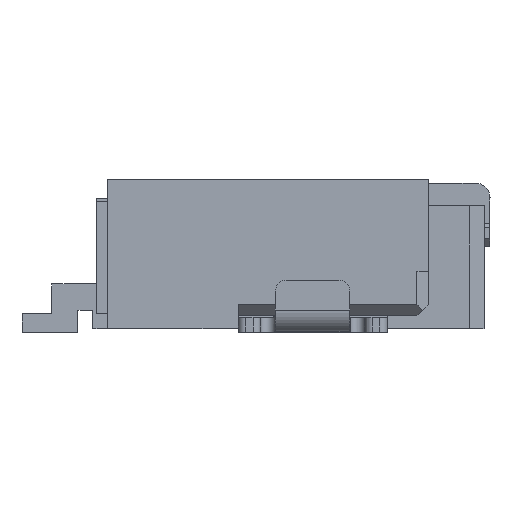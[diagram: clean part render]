
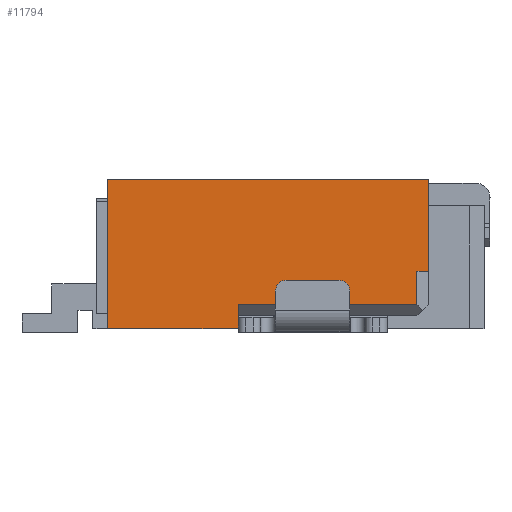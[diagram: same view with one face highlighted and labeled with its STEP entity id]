
A CAD part, left-side view. The second image highlights one B-rep face of the part: STEP entity #11794.
In plain terms, the highlighted planar face has unit normal (-1, 0, 0).
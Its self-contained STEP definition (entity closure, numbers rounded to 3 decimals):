
#150 = CARTESIAN_POINT ( 'NONE',  ( -2.4, -2.3, 0.368 ) ) ;
#635 = CARTESIAN_POINT ( 'NONE',  ( -2.4, -2.3, 0.368 ) ) ;
#1394 = CARTESIAN_POINT ( 'NONE',  ( -2.4, -0.55, 0.048 ) ) ;
#1399 = LINE ( 'NONE', #11046, #23389 ) ;
#1917 = EDGE_CURVE ( 'NONE', #12485, #16631, #25075, .T. ) ;
#2107 = DIRECTION ( 'NONE',  ( 0., 0., -1. ) ) ;
#2259 = CARTESIAN_POINT ( 'NONE',  ( -2.4, -4.85, 2.048 ) ) ;
#2435 = VERTEX_POINT ( 'NONE', #14346 ) ;
#2455 = DIRECTION ( 'NONE',  ( 0., 1., 0. ) ) ;
#2604 = ORIENTED_EDGE ( 'NONE', *, *, #12805, .T. ) ;
#2670 = LINE ( 'NONE', #5103, #3075 ) ;
#2857 = VERTEX_POINT ( 'NONE', #10677 ) ;
#3075 = VECTOR ( 'NONE', #17305, 1000. ) ;
#3084 = DIRECTION ( 'NONE',  ( 0., -1., 0. ) ) ;
#4370 = VECTOR ( 'NONE', #18135, 1000. ) ;
#5103 = CARTESIAN_POINT ( 'NONE',  ( -2.4, -4.7, 0.818 ) ) ;
#5619 = EDGE_CURVE ( 'NONE', #6522, #18517, #13490, .T. ) ;
#6071 = VERTEX_POINT ( 'NONE', #6427 ) ;
#6349 = ORIENTED_EDGE ( 'NONE', *, *, #14866, .F. ) ;
#6427 = CARTESIAN_POINT ( 'NONE',  ( -2.4, -2.603, -0.002 ) ) ;
#6522 = VERTEX_POINT ( 'NONE', #19673 ) ;
#6646 = CARTESIAN_POINT ( 'NONE',  ( -2.4, -2.603, -0.002 ) ) ;
#6748 = VERTEX_POINT ( 'NONE', #11825 ) ;
#6804 = LINE ( 'NONE', #6646, #8940 ) ;
#6950 = ORIENTED_EDGE ( 'NONE', *, *, #1917, .F. ) ;
#7012 = EDGE_CURVE ( 'NONE', #18517, #16631, #2670, .T. ) ;
#7525 = ORIENTED_EDGE ( 'NONE', *, *, #31547, .F. ) ;
#7759 = VECTOR ( 'NONE', #28206, 1000. ) ;
#7892 = VECTOR ( 'NONE', #8620, 1000. ) ;
#8092 = LINE ( 'NONE', #17981, #4370 ) ;
#8469 = ORIENTED_EDGE ( 'NONE', *, *, #22682, .T. ) ;
#8610 = CARTESIAN_POINT ( 'NONE',  ( -2.4, -4.85, 0.818 ) ) ;
#8620 = DIRECTION ( 'NONE',  ( 0., -1., 0. ) ) ;
#8769 = VECTOR ( 'NONE', #22130, 1000. ) ;
#8813 = CARTESIAN_POINT ( 'NONE',  ( -2.4, -0.55, 2.048 ) ) ;
#8940 = VECTOR ( 'NONE', #18981, 1000. ) ;
#9090 = DIRECTION ( 'NONE',  ( 0., 0., 1. ) ) ;
#9302 = AXIS2_PLACEMENT_3D ( 'NONE', #635, #15139, #3084 ) ;
#10361 = VERTEX_POINT ( 'NONE', #31452 ) ;
#10677 = CARTESIAN_POINT ( 'NONE',  ( -2.4, -2.3, 0.198 ) ) ;
#11046 = CARTESIAN_POINT ( 'NONE',  ( -2.4, -2.3, 0.368 ) ) ;
#11794 = ADVANCED_FACE ( 'NONE', ( #30191 ), #27724, .T. ) ;
#11825 = CARTESIAN_POINT ( 'NONE',  ( -2.4, -0.55, 0.048 ) ) ;
#12485 = VERTEX_POINT ( 'NONE', #23306 ) ;
#12805 = EDGE_CURVE ( 'NONE', #6071, #10361, #6804, .T. ) ;
#12843 = EDGE_CURVE ( 'NONE', #6748, #29802, #23767, .T. ) ;
#13037 = VECTOR ( 'NONE', #17061, 1000. ) ;
#13166 = CARTESIAN_POINT ( 'NONE',  ( -2.4, -4.7, 0.368 ) ) ;
#13490 = LINE ( 'NONE', #13166, #7759 ) ;
#13529 = EDGE_CURVE ( 'NONE', #24909, #2857, #15106, .T. ) ;
#13798 = CARTESIAN_POINT ( 'NONE',  ( -2.4, -0.55, 2.048 ) ) ;
#13940 = LINE ( 'NONE', #13798, #7892 ) ;
#14346 = CARTESIAN_POINT ( 'NONE',  ( -2.4, -2.3, -0.002 ) ) ;
#14866 = EDGE_CURVE ( 'NONE', #29802, #12485, #13940, .T. ) ;
#15106 = LINE ( 'NONE', #150, #25666 ) ;
#15139 = DIRECTION ( 'NONE',  ( -1., 0., 0. ) ) ;
#16288 = ORIENTED_EDGE ( 'NONE', *, *, #21242, .F. ) ;
#16631 = VERTEX_POINT ( 'NONE', #8610 ) ;
#16712 = ORIENTED_EDGE ( 'NONE', *, *, #25377, .F. ) ;
#16910 = LINE ( 'NONE', #26911, #19945 ) ;
#17061 = DIRECTION ( 'NONE',  ( 0., 1., 0. ) ) ;
#17068 = EDGE_CURVE ( 'NONE', #2435, #23396, #8092, .T. ) ;
#17305 = DIRECTION ( 'NONE',  ( 0., -1., 0. ) ) ;
#17981 = CARTESIAN_POINT ( 'NONE',  ( -2.4, -2.3, 0.75 ) ) ;
#18135 = DIRECTION ( 'NONE',  ( 0., 0., 1. ) ) ;
#18165 = ORIENTED_EDGE ( 'NONE', *, *, #12843, .F. ) ;
#18509 = LINE ( 'NONE', #18671, #32313 ) ;
#18517 = VERTEX_POINT ( 'NONE', #21047 ) ;
#18577 = ORIENTED_EDGE ( 'NONE', *, *, #17068, .F. ) ;
#18671 = CARTESIAN_POINT ( 'NONE',  ( -2.4, -2.3, 0.198 ) ) ;
#18981 = DIRECTION ( 'NONE',  ( 0., 0., 1. ) ) ;
#19673 = CARTESIAN_POINT ( 'NONE',  ( -2.4, -4.7, 0.368 ) ) ;
#19945 = VECTOR ( 'NONE', #2455, 1000. ) ;
#20240 = ORIENTED_EDGE ( 'NONE', *, *, #7012, .T. ) ;
#20988 = ORIENTED_EDGE ( 'NONE', *, *, #13529, .F. ) ;
#21047 = CARTESIAN_POINT ( 'NONE',  ( -2.4, -4.7, 0.818 ) ) ;
#21156 = DIRECTION ( 'NONE',  ( 0., -1., 0. ) ) ;
#21242 = EDGE_CURVE ( 'NONE', #2857, #10361, #18509, .T. ) ;
#21849 = EDGE_LOOP ( 'NONE', ( #16288, #20988, #8469, #22066, #20240, #6950, #6349, #18165, #7525, #18577, #16712, #2604 ) ) ;
#22066 = ORIENTED_EDGE ( 'NONE', *, *, #5619, .T. ) ;
#22130 = DIRECTION ( 'NONE',  ( 0., 0., -1. ) ) ;
#22682 = EDGE_CURVE ( 'NONE', #24909, #6522, #1399, .T. ) ;
#23282 = CARTESIAN_POINT ( 'NONE',  ( -2.4, -2.3, 0.048 ) ) ;
#23306 = CARTESIAN_POINT ( 'NONE',  ( -2.4, -4.85, 2.048 ) ) ;
#23389 = VECTOR ( 'NONE', #28336, 1000. ) ;
#23396 = VERTEX_POINT ( 'NONE', #23282 ) ;
#23767 = LINE ( 'NONE', #1394, #25611 ) ;
#24311 = CARTESIAN_POINT ( 'NONE',  ( -2.4, -2.3, 0.048 ) ) ;
#24655 = LINE ( 'NONE', #24311, #13037 ) ;
#24909 = VERTEX_POINT ( 'NONE', #28286 ) ;
#25075 = LINE ( 'NONE', #2259, #8769 ) ;
#25377 = EDGE_CURVE ( 'NONE', #6071, #2435, #16910, .T. ) ;
#25611 = VECTOR ( 'NONE', #9090, 1000. ) ;
#25666 = VECTOR ( 'NONE', #2107, 1000. ) ;
#26911 = CARTESIAN_POINT ( 'NONE',  ( -2.4, -2.3, -0.002 ) ) ;
#27724 = PLANE ( 'NONE',  #9302 ) ;
#28206 = DIRECTION ( 'NONE',  ( 0., 0., 1. ) ) ;
#28286 = CARTESIAN_POINT ( 'NONE',  ( -2.4, -2.3, 0.368 ) ) ;
#28336 = DIRECTION ( 'NONE',  ( 0., -1., 0. ) ) ;
#29802 = VERTEX_POINT ( 'NONE', #8813 ) ;
#30191 = FACE_OUTER_BOUND ( 'NONE', #21849, .T. ) ;
#31452 = CARTESIAN_POINT ( 'NONE',  ( -2.4, -2.603, 0.198 ) ) ;
#31547 = EDGE_CURVE ( 'NONE', #23396, #6748, #24655, .T. ) ;
#32313 = VECTOR ( 'NONE', #21156, 1000. ) ;
